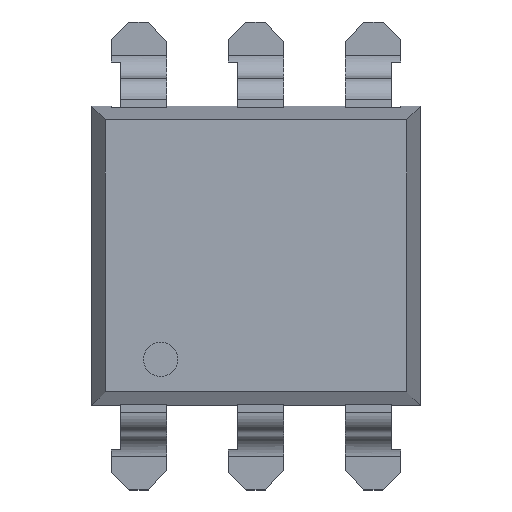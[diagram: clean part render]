
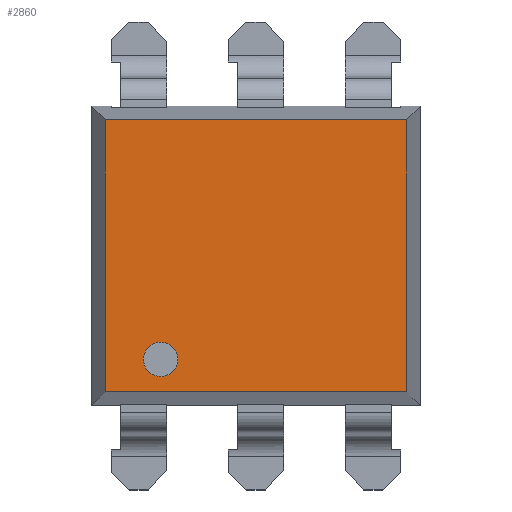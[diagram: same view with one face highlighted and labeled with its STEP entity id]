
A CAD part, top view. The second image highlights one B-rep face of the part: STEP entity #2860.
In plain terms, the highlighted planar face has unit normal (0, 0, 1).
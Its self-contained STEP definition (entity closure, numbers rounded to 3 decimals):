
#13=FACE_BOUND('',#332,.T.);
#181=FACE_OUTER_BOUND('',#331,.T.);
#331=EDGE_LOOP('',(#2422,#2423,#2424,#2425));
#332=EDGE_LOOP('',(#2426,#2427));
#616=LINE('',#4580,#939);
#633=LINE('',#4614,#956);
#640=LINE('',#4625,#963);
#641=LINE('',#4626,#964);
#939=VECTOR('',#3772,10.);
#956=VECTOR('',#3797,10.);
#963=VECTOR('',#3806,5.9);
#964=VECTOR('',#3807,5.9);
#1066=CIRCLE('',#3083,0.375);
#1067=CIRCLE('',#3084,0.375);
#1290=VERTEX_POINT('',#4551);
#1291=VERTEX_POINT('',#4553);
#1297=VERTEX_POINT('',#4577);
#1298=VERTEX_POINT('',#4579);
#1310=VERTEX_POINT('',#4612);
#1311=VERTEX_POINT('',#4613);
#1658=EDGE_CURVE('',#1290,#1291,#1066,.T.);
#1659=EDGE_CURVE('',#1291,#1290,#1067,.T.);
#1669=EDGE_CURVE('',#1297,#1298,#616,.T.);
#1686=EDGE_CURVE('',#1310,#1311,#633,.T.);
#1693=EDGE_CURVE('',#1297,#1310,#640,.T.);
#1694=EDGE_CURVE('',#1311,#1298,#641,.T.);
#2422=ORIENTED_EDGE('',*,*,#1669,.F.);
#2423=ORIENTED_EDGE('',*,*,#1693,.T.);
#2424=ORIENTED_EDGE('',*,*,#1686,.T.);
#2425=ORIENTED_EDGE('',*,*,#1694,.T.);
#2426=ORIENTED_EDGE('',*,*,#1659,.F.);
#2427=ORIENTED_EDGE('',*,*,#1658,.F.);
#2636=PLANE('',#3097);
#2860=ADVANCED_FACE('',(#181,#13),#2636,.F.);
#3083=AXIS2_PLACEMENT_3D('',#4554,#3743,#3744);
#3084=AXIS2_PLACEMENT_3D('',#4555,#3745,#3746);
#3097=AXIS2_PLACEMENT_3D('',#4624,#3804,#3805);
#3743=DIRECTION('center_axis',(0.,0.,1.));
#3744=DIRECTION('ref_axis',(0.,-1.,0.));
#3745=DIRECTION('center_axis',(0.,0.,1.));
#3746=DIRECTION('ref_axis',(0.,-1.,0.));
#3772=DIRECTION('',(-1.,0.,0.));
#3797=DIRECTION('',(-1.,0.,0.));
#3804=DIRECTION('center_axis',(0.,0.,-1.));
#3805=DIRECTION('ref_axis',(0.,1.,0.));
#3806=DIRECTION('',(0.,1.,0.));
#3807=DIRECTION('',(0.,-1.,0.));
#4551=CARTESIAN_POINT('',(0.47,2.678,3.5));
#4553=CARTESIAN_POINT('',(0.47,1.928,3.5));
#4554=CARTESIAN_POINT('Origin',(0.47,2.303,3.5));
#4555=CARTESIAN_POINT('Origin',(0.47,2.303,3.5));
#4577=CARTESIAN_POINT('',(5.81,1.603,3.5));
#4579=CARTESIAN_POINT('',(-0.73,1.603,3.5));
#4580=CARTESIAN_POINT('',(3.81,1.603,3.5));
#4612=CARTESIAN_POINT('',(5.81,7.503,3.5));
#4613=CARTESIAN_POINT('',(-0.73,7.503,3.5));
#4614=CARTESIAN_POINT('',(3.81,7.503,3.5));
#4624=CARTESIAN_POINT('Origin',(6.11,1.303,3.5));
#4625=CARTESIAN_POINT('',(5.81,1.603,3.5));
#4626=CARTESIAN_POINT('',(-0.73,7.503,3.5));
